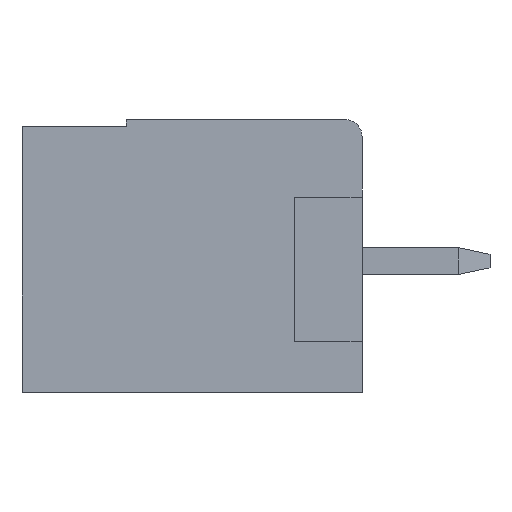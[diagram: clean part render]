
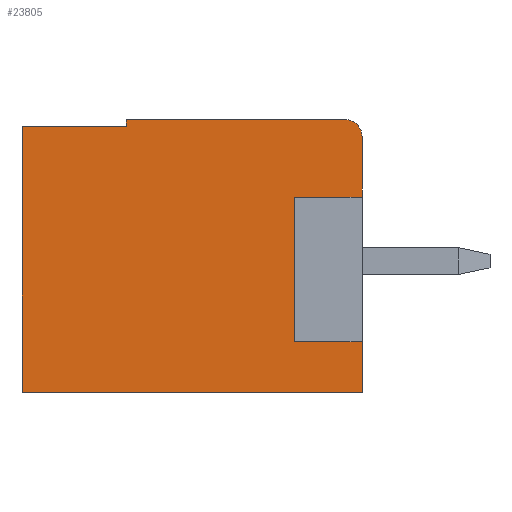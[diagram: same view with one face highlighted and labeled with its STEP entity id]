
A CAD part, left-side view. The second image highlights one B-rep face of the part: STEP entity #23805.
In plain terms, the highlighted planar face has unit normal (-1, 0, 0).
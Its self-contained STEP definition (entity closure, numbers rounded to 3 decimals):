
#32 = DIRECTION ( 'NONE',  ( 0., 0., -1. ) ) ;
#127 = EDGE_CURVE ( 'NONE', #16050, #6582, #23467, .T. ) ;
#544 = ORIENTED_EDGE ( 'NONE', *, *, #23232, .F. ) ;
#1413 = ORIENTED_EDGE ( 'NONE', *, *, #2477, .F. ) ;
#1876 = VECTOR ( 'NONE', #19235, 1000. ) ;
#2477 = EDGE_CURVE ( 'NONE', #6582, #18401, #9341, .T. ) ;
#2808 = CARTESIAN_POINT ( 'NONE',  ( 0., 0., 5.8 ) ) ;
#3502 = VERTEX_POINT ( 'NONE', #24891 ) ;
#3863 = CARTESIAN_POINT ( 'NONE',  ( 0., 10.1, 8.1 ) ) ;
#4021 = VECTOR ( 'NONE', #25019, 1000. ) ;
#4238 = ORIENTED_EDGE ( 'NONE', *, *, #27354, .F. ) ;
#4371 = CARTESIAN_POINT ( 'NONE',  ( 0., 2., 5.8 ) ) ;
#4727 = VECTOR ( 'NONE', #21596, 1000. ) ;
#5309 = CIRCLE ( 'NONE', #22481, 0.5 ) ;
#5582 = CARTESIAN_POINT ( 'NONE',  ( 0., 0.5, 7.6 ) ) ;
#5697 = ORIENTED_EDGE ( 'NONE', *, *, #127, .F. ) ;
#6582 = VERTEX_POINT ( 'NONE', #11065 ) ;
#6659 = LINE ( 'NONE', #10884, #18031 ) ;
#6674 = EDGE_CURVE ( 'NONE', #17403, #16050, #6659, .T. ) ;
#6684 = VERTEX_POINT ( 'NONE', #17326 ) ;
#6706 = CARTESIAN_POINT ( 'NONE',  ( 0., 10.1, 0. ) ) ;
#7291 = LINE ( 'NONE', #9346, #4021 ) ;
#7615 = DIRECTION ( 'NONE',  ( 0., 0., 1. ) ) ;
#7633 = DIRECTION ( 'NONE',  ( 0., 0., 1. ) ) ;
#7732 = VECTOR ( 'NONE', #11864, 1000. ) ;
#8089 = PLANE ( 'NONE',  #10751 ) ;
#8245 = ORIENTED_EDGE ( 'NONE', *, *, #23848, .F. ) ;
#8542 = VECTOR ( 'NONE', #9042, 1000. ) ;
#8647 = DIRECTION ( 'NONE',  ( 0., 0., -1. ) ) ;
#9042 = DIRECTION ( 'NONE',  ( 0., -1., 0. ) ) ;
#9191 = CARTESIAN_POINT ( 'NONE',  ( 0., 10.1, 8.1 ) ) ;
#9264 = CARTESIAN_POINT ( 'NONE',  ( 0., 0., 1.5 ) ) ;
#9341 = LINE ( 'NONE', #9191, #13315 ) ;
#9346 = CARTESIAN_POINT ( 'NONE',  ( 0., 0., 8.1 ) ) ;
#9769 = VERTEX_POINT ( 'NONE', #9264 ) ;
#9981 = EDGE_CURVE ( 'NONE', #13970, #9769, #11128, .T. ) ;
#10094 = CARTESIAN_POINT ( 'NONE',  ( 0., 7., 7.9 ) ) ;
#10191 = LINE ( 'NONE', #2808, #1876 ) ;
#10521 = CARTESIAN_POINT ( 'NONE',  ( 0., 2., 1.5 ) ) ;
#10751 = AXIS2_PLACEMENT_3D ( 'NONE', #3863, #17416, #8647 ) ;
#10884 = CARTESIAN_POINT ( 'NONE',  ( 0., 10.1, 7.9 ) ) ;
#11065 = CARTESIAN_POINT ( 'NONE',  ( 0., 7., 8.1 ) ) ;
#11128 = LINE ( 'NONE', #25376, #7732 ) ;
#11199 = VERTEX_POINT ( 'NONE', #10521 ) ;
#11289 = VECTOR ( 'NONE', #7615, 1000. ) ;
#11351 = ORIENTED_EDGE ( 'NONE', *, *, #9981, .T. ) ;
#11457 = CARTESIAN_POINT ( 'NONE',  ( 0., 10.1, 7.9 ) ) ;
#11864 = DIRECTION ( 'NONE',  ( 0., 0., 1. ) ) ;
#11975 = VERTEX_POINT ( 'NONE', #24321 ) ;
#12586 = LINE ( 'NONE', #19308, #4727 ) ;
#13315 = VECTOR ( 'NONE', #18090, 1000. ) ;
#13970 = VERTEX_POINT ( 'NONE', #26176 ) ;
#14210 = CARTESIAN_POINT ( 'NONE',  ( 0., 10.1, 8.1 ) ) ;
#14447 = ORIENTED_EDGE ( 'NONE', *, *, #27722, .T. ) ;
#14561 = EDGE_CURVE ( 'NONE', #11975, #17403, #25365, .T. ) ;
#15019 = CARTESIAN_POINT ( 'NONE',  ( 0., 7., 7.9 ) ) ;
#15031 = DIRECTION ( 'NONE',  ( -1., 0., 0. ) ) ;
#15173 = ORIENTED_EDGE ( 'NONE', *, *, #20258, .T. ) ;
#15210 = FACE_OUTER_BOUND ( 'NONE', #22465, .T. ) ;
#16050 = VERTEX_POINT ( 'NONE', #15019 ) ;
#16404 = CARTESIAN_POINT ( 'NONE',  ( 0., 0.5, 8.1 ) ) ;
#16954 = ORIENTED_EDGE ( 'NONE', *, *, #14561, .F. ) ;
#17326 = CARTESIAN_POINT ( 'NONE',  ( 0., 0., 5.8 ) ) ;
#17403 = VERTEX_POINT ( 'NONE', #11457 ) ;
#17416 = DIRECTION ( 'NONE',  ( 1., 0., 0. ) ) ;
#17780 = LINE ( 'NONE', #4371, #19227 ) ;
#18031 = VECTOR ( 'NONE', #22220, 1000. ) ;
#18090 = DIRECTION ( 'NONE',  ( 0., -1., 0. ) ) ;
#18401 = VERTEX_POINT ( 'NONE', #16404 ) ;
#19227 = VECTOR ( 'NONE', #32, 1000. ) ;
#19235 = DIRECTION ( 'NONE',  ( 0., 1., 0. ) ) ;
#19308 = CARTESIAN_POINT ( 'NONE',  ( 0., 0., 1.5 ) ) ;
#20258 = EDGE_CURVE ( 'NONE', #6684, #3502, #7291, .T. ) ;
#21596 = DIRECTION ( 'NONE',  ( 0., -1., 0. ) ) ;
#21845 = VECTOR ( 'NONE', #7633, 1000. ) ;
#21886 = ORIENTED_EDGE ( 'NONE', *, *, #27870, .T. ) ;
#22220 = DIRECTION ( 'NONE',  ( 0., -1., 0. ) ) ;
#22465 = EDGE_LOOP ( 'NONE', ( #15173, #14447, #1413, #5697, #22837, #16954, #21886, #11351, #8245, #4238, #544 ) ) ;
#22481 = AXIS2_PLACEMENT_3D ( 'NONE', #5582, #15031, #23866 ) ;
#22837 = ORIENTED_EDGE ( 'NONE', *, *, #6674, .F. ) ;
#23152 = CARTESIAN_POINT ( 'NONE',  ( 0., 2., 5.8 ) ) ;
#23232 = EDGE_CURVE ( 'NONE', #6684, #26521, #10191, .T. ) ;
#23467 = LINE ( 'NONE', #10094, #11289 ) ;
#23805 = ADVANCED_FACE ( 'NONE', ( #15210 ), #8089, .F. ) ;
#23848 = EDGE_CURVE ( 'NONE', #11199, #9769, #12586, .T. ) ;
#23866 = DIRECTION ( 'NONE',  ( 0., 0., -1. ) ) ;
#24321 = CARTESIAN_POINT ( 'NONE',  ( 0., 10.1, 0. ) ) ;
#24891 = CARTESIAN_POINT ( 'NONE',  ( 0., 0., 7.6 ) ) ;
#25019 = DIRECTION ( 'NONE',  ( 0., 0., 1. ) ) ;
#25365 = LINE ( 'NONE', #14210, #21845 ) ;
#25376 = CARTESIAN_POINT ( 'NONE',  ( 0., 0., 8.1 ) ) ;
#26176 = CARTESIAN_POINT ( 'NONE',  ( 0., 0., 0. ) ) ;
#26521 = VERTEX_POINT ( 'NONE', #23152 ) ;
#26621 = LINE ( 'NONE', #6706, #8542 ) ;
#27354 = EDGE_CURVE ( 'NONE', #26521, #11199, #17780, .T. ) ;
#27722 = EDGE_CURVE ( 'NONE', #3502, #18401, #5309, .T. ) ;
#27870 = EDGE_CURVE ( 'NONE', #11975, #13970, #26621, .T. ) ;
